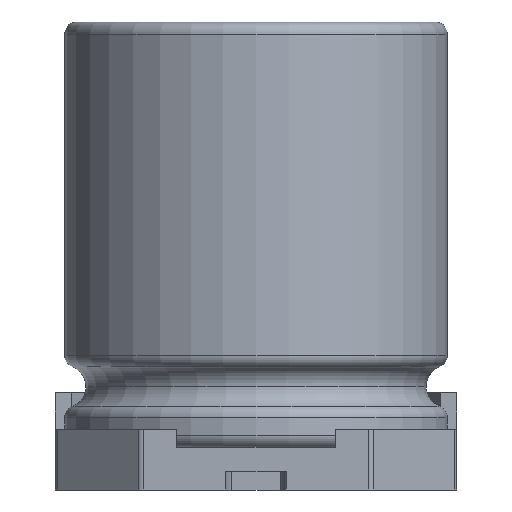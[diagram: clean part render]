
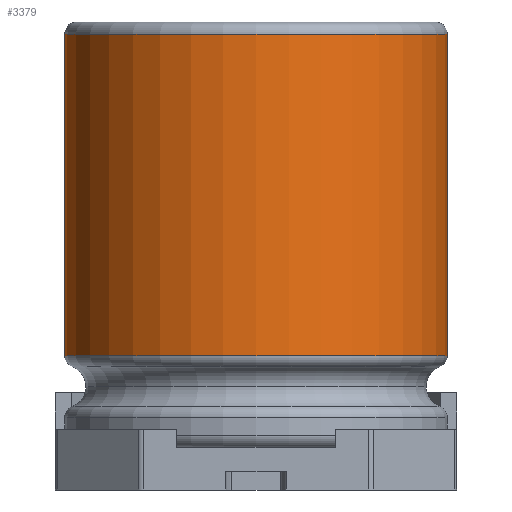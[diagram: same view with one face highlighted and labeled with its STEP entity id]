
A CAD part, front view. The second image highlights one B-rep face of the part: STEP entity #3379.
In plain terms, the highlighted cylindrical face has radius 3.15 mm (diameter 6.3 mm), a partial arc.
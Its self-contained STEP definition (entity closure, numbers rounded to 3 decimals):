
#270 = AXIS2_PLACEMENT_3D ( 'NONE', #1541, #4184, #2434 ) ;
#443 = EDGE_CURVE ( 'NONE', #6431, #10072, #963, .T. ) ;
#491 = DIRECTION ( 'NONE',  ( -1., 0., 0. ) ) ;
#546 = EDGE_CURVE ( 'NONE', #7826, #6431, #8961, .T. ) ;
#639 = VECTOR ( 'NONE', #5779, 1000. ) ;
#730 = EDGE_CURVE ( 'NONE', #7826, #6214, #5064, .T. ) ;
#963 = CIRCLE ( 'NONE', #4056, 3.15 ) ;
#1013 = FACE_OUTER_BOUND ( 'NONE', #10003, .T. ) ;
#1038 = ORIENTED_EDGE ( 'NONE', *, *, #9061, .T. ) ;
#1114 = DIRECTION ( 'NONE',  ( 0., 0., -1. ) ) ;
#1541 = CARTESIAN_POINT ( 'NONE',  ( 0., 0., 7.5 ) ) ;
#1653 = CARTESIAN_POINT ( 'NONE',  ( -3.15, 0., 0.7 ) ) ;
#1654 = ORIENTED_EDGE ( 'NONE', *, *, #443, .F. ) ;
#2434 = DIRECTION ( 'NONE',  ( -1., 0., 0. ) ) ;
#2593 = DIRECTION ( 'NONE',  ( -1., 0., 0. ) ) ;
#2676 = ORIENTED_EDGE ( 'NONE', *, *, #546, .F. ) ;
#2901 = VECTOR ( 'NONE', #4153, 1000. ) ;
#3158 = ORIENTED_EDGE ( 'NONE', *, *, #730, .T. ) ;
#3225 = CARTESIAN_POINT ( 'NONE',  ( 3.15, 0., 7.5 ) ) ;
#3379 = ADVANCED_FACE ( 'NONE', ( #1013 ), #3465, .T. ) ;
#3465 = CYLINDRICAL_SURFACE ( 'NONE', #9408, 3.15 ) ;
#4056 = AXIS2_PLACEMENT_3D ( 'NONE', #7799, #7702, #491 ) ;
#4153 = DIRECTION ( 'NONE',  ( 0., 0., -1. ) ) ;
#4184 = DIRECTION ( 'NONE',  ( 0., 0., -1. ) ) ;
#4980 = CARTESIAN_POINT ( 'NONE',  ( 3.15, 0., 0.7 ) ) ;
#5064 = CIRCLE ( 'NONE', #270, 3.15 ) ;
#5779 = DIRECTION ( 'NONE',  ( 0., 0., -1. ) ) ;
#6214 = VERTEX_POINT ( 'NONE', #7972 ) ;
#6431 = VERTEX_POINT ( 'NONE', #9191 ) ;
#7082 = LINE ( 'NONE', #1653, #2901 ) ;
#7197 = CARTESIAN_POINT ( 'NONE',  ( -3.15, 0., 2.212 ) ) ;
#7702 = DIRECTION ( 'NONE',  ( 0., 0., -1. ) ) ;
#7799 = CARTESIAN_POINT ( 'NONE',  ( 0., 0., 2.212 ) ) ;
#7826 = VERTEX_POINT ( 'NONE', #3225 ) ;
#7972 = CARTESIAN_POINT ( 'NONE',  ( -3.15, 0., 7.5 ) ) ;
#8961 = LINE ( 'NONE', #4980, #639 ) ;
#9061 = EDGE_CURVE ( 'NONE', #6214, #10072, #7082, .T. ) ;
#9191 = CARTESIAN_POINT ( 'NONE',  ( 3.15, 0., 2.212 ) ) ;
#9408 = AXIS2_PLACEMENT_3D ( 'NONE', #9989, #1114, #2593 ) ;
#9989 = CARTESIAN_POINT ( 'NONE',  ( 0., 0., 0.7 ) ) ;
#10003 = EDGE_LOOP ( 'NONE', ( #2676, #3158, #1038, #1654 ) ) ;
#10072 = VERTEX_POINT ( 'NONE', #7197 ) ;
